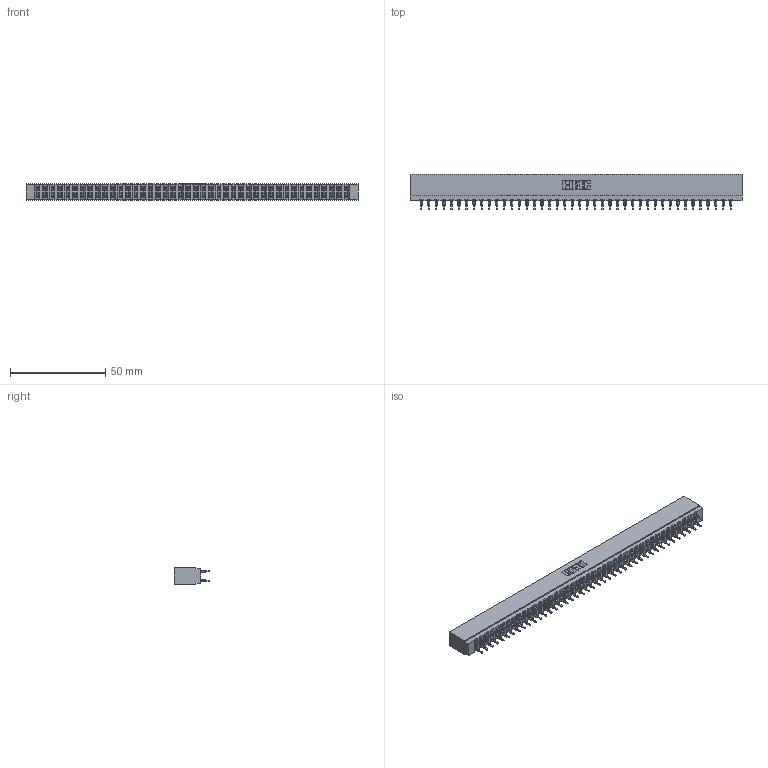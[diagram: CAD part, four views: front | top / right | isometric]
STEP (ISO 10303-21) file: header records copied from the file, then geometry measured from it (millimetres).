
FILE_DESCRIPTION (( 'STEP AP203' ), '1' );
FILE_NAME ('717-084-525-201.STEP', '2026-02-20T19:38:19', ( '' ), ( '' ), 'SwSTEP 2.0', 'SolidWorks 2023', '' );
FILE_SCHEMA (( 'CONFIG_CONTROL_DESIGN' ));
Length unit declared in the file: millimetre
Products named in the file (3): 717 Part_Insulator Option - 06; 745-292-001_525; 717-084-525-201
Assembly tree (85 placements, depth 2):
  717-084-525-201
    717 Part_Insulator Option - 06
    745-292-001_525  x84
Bounding box: 174.29 x 18.78 x 8.89 mm (x, y, z)
Volume: 15079.2 mm3; surface area: 22975 mm2
Topology: 85 solids, 85 shells, 7654 faces, 20579 edges, 12934 vertices
Faces by surface type: plane 3960, bspline 1680, cylinder 1510, torus 504
Entity records: 72025 total; most frequent: CARTESIAN_POINT 13005, ORIENTED_EDGE 12440, DIRECTION 10860, EDGE_CURVE 6220, VECTOR 5786, LINE 5786, VERTEX_POINT 3970, AXIS2_PLACEMENT_3D 2537
